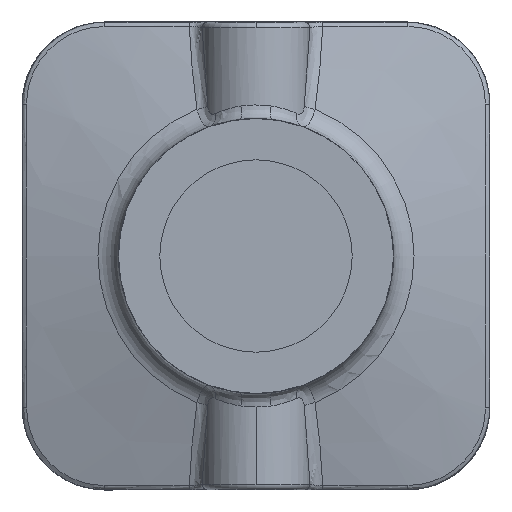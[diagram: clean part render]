
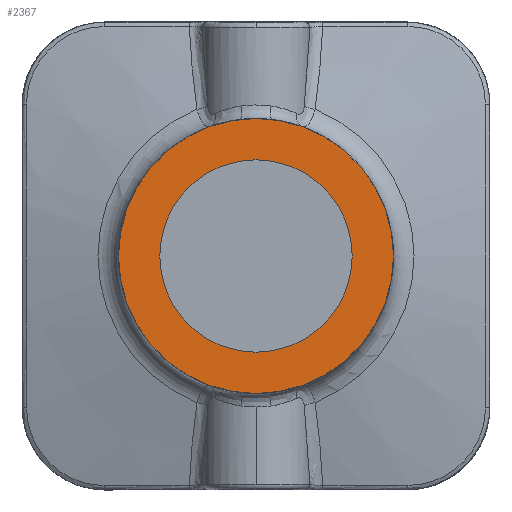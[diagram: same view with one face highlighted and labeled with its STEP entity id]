
A CAD part, left-side view. The second image highlights one B-rep face of the part: STEP entity #2367.
In plain terms, the highlighted planar face has unit normal (-1, 0, 0).
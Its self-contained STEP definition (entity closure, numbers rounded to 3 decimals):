
#665 = DIRECTION ( 'NONE',  ( 0., 0., 1. ) ) ;
#1414 = CARTESIAN_POINT ( 'NONE',  ( 0., 0., 0. ) ) ;
#1722 = ORIENTED_EDGE ( 'NONE', *, *, #11167, .F. ) ;
#1903 = CIRCLE ( 'NONE', #18655, 3.5 ) ;
#2367 = ADVANCED_FACE ( 'NONE', ( #16429, #23877 ), #7483, .T. ) ;
#2738 = CARTESIAN_POINT ( 'NONE',  ( 0., 0., 0. ) ) ;
#2998 = DIRECTION ( 'NONE',  ( -1., 0., 0. ) ) ;
#3609 = CARTESIAN_POINT ( 'NONE',  ( 0., 0., -5. ) ) ;
#4299 = EDGE_LOOP ( 'NONE', ( #1722, #11546 ) ) ;
#4905 = DIRECTION ( 'NONE',  ( 0., 0., -1. ) ) ;
#5152 = CARTESIAN_POINT ( 'NONE',  ( 0., 0., 0. ) ) ;
#5658 = DIRECTION ( 'NONE',  ( 0., 0., 1. ) ) ;
#5858 = AXIS2_PLACEMENT_3D ( 'NONE', #5152, #6729, #4905 ) ;
#6096 = DIRECTION ( 'NONE',  ( 0., 0., -1. ) ) ;
#6415 = CARTESIAN_POINT ( 'NONE',  ( 0., 0., 5. ) ) ;
#6729 = DIRECTION ( 'NONE',  ( 1., 0., 0. ) ) ;
#7483 = PLANE ( 'NONE',  #12461 ) ;
#9351 = VERTEX_POINT ( 'NONE', #3609 ) ;
#10180 = DIRECTION ( 'NONE',  ( -1., 0., 0. ) ) ;
#10604 = VERTEX_POINT ( 'NONE', #15802 ) ;
#10725 = EDGE_CURVE ( 'NONE', #10604, #11367, #1903, .T. ) ;
#11167 = EDGE_CURVE ( 'NONE', #9351, #19900, #22569, .T. ) ;
#11367 = VERTEX_POINT ( 'NONE', #21711 ) ;
#11546 = ORIENTED_EDGE ( 'NONE', *, *, #19469, .F. ) ;
#12461 = AXIS2_PLACEMENT_3D ( 'NONE', #14911, #22370, #5658 ) ;
#13283 = CARTESIAN_POINT ( 'NONE',  ( 0., 0., 0. ) ) ;
#14232 = CIRCLE ( 'NONE', #17763, 3.5 ) ;
#14279 = EDGE_CURVE ( 'NONE', #11367, #10604, #14232, .T. ) ;
#14911 = CARTESIAN_POINT ( 'NONE',  ( 0., 0., 0. ) ) ;
#15802 = CARTESIAN_POINT ( 'NONE',  ( 0., 0., -3.5 ) ) ;
#16344 = ORIENTED_EDGE ( 'NONE', *, *, #14279, .F. ) ;
#16374 = CIRCLE ( 'NONE', #5858, 5. ) ;
#16429 = FACE_BOUND ( 'NONE', #17200, .T. ) ;
#17200 = EDGE_LOOP ( 'NONE', ( #22711, #16344 ) ) ;
#17763 = AXIS2_PLACEMENT_3D ( 'NONE', #2738, #10180, #665 ) ;
#18655 = AXIS2_PLACEMENT_3D ( 'NONE', #1414, #2998, #23620 ) ;
#19469 = EDGE_CURVE ( 'NONE', #19900, #9351, #16374, .T. ) ;
#19900 = VERTEX_POINT ( 'NONE', #6415 ) ;
#20859 = DIRECTION ( 'NONE',  ( 1., 0., 0. ) ) ;
#21034 = AXIS2_PLACEMENT_3D ( 'NONE', #13283, #20859, #6096 ) ;
#21711 = CARTESIAN_POINT ( 'NONE',  ( 0., 0., 3.5 ) ) ;
#22370 = DIRECTION ( 'NONE',  ( -1., 0., 0. ) ) ;
#22569 = CIRCLE ( 'NONE', #21034, 5. ) ;
#22711 = ORIENTED_EDGE ( 'NONE', *, *, #10725, .F. ) ;
#23620 = DIRECTION ( 'NONE',  ( 0., 0., 1. ) ) ;
#23877 = FACE_OUTER_BOUND ( 'NONE', #4299, .T. ) ;
